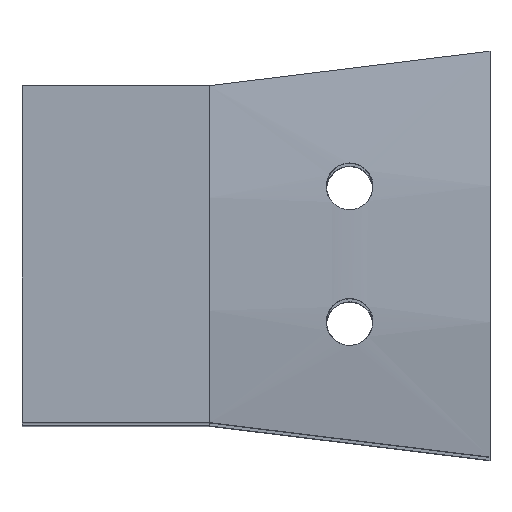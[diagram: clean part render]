
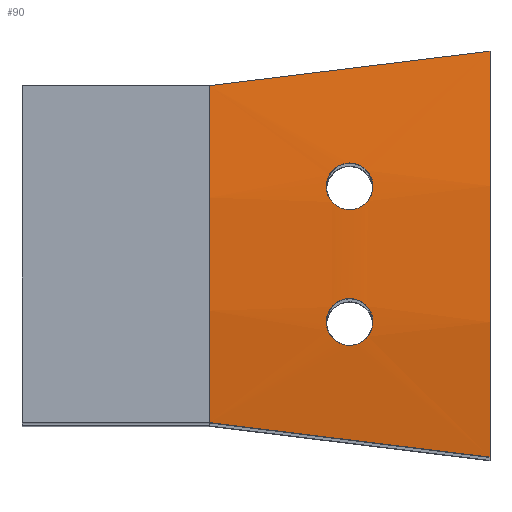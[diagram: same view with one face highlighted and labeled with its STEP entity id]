
A CAD part, top view. The second image highlights one B-rep face of the part: STEP entity #90.
In plain terms, the highlighted free-form (B-spline) face has degree [2, 1] with [3, 2] control points.
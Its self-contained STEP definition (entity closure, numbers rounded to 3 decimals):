
#58=FACE_BOUND('',#177,.T.);
#59=FACE_BOUND('',#178,.T.);
#90=ADVANCED_FACE('',(#128,#58,#59),#645,.T.);
#128=FACE_OUTER_BOUND('',#176,.T.);
#176=EDGE_LOOP('',(#338,#339,#340,#341));
#177=EDGE_LOOP('',(#342,#343));
#178=EDGE_LOOP('',(#344,#345));
#338=ORIENTED_EDGE('',*,*,#450,.T.);
#339=ORIENTED_EDGE('',*,*,#452,.F.);
#340=ORIENTED_EDGE('',*,*,#451,.T.);
#341=ORIENTED_EDGE('',*,*,#453,.F.);
#342=ORIENTED_EDGE('',*,*,#461,.T.);
#343=ORIENTED_EDGE('',*,*,#468,.T.);
#344=ORIENTED_EDGE('',*,*,#464,.T.);
#345=ORIENTED_EDGE('',*,*,#471,.T.);
#450=EDGE_CURVE('',#622,#623,#558,.T.);
#451=EDGE_CURVE('',#625,#624,#559,.T.);
#452=EDGE_CURVE('',#625,#623,#498,.T.);
#453=EDGE_CURVE('',#622,#624,#499,.T.);
#461=EDGE_CURVE('',#627,#631,#566,.T.);
#464=EDGE_CURVE('',#629,#633,#567,.T.);
#468=EDGE_CURVE('',#631,#627,#568,.T.);
#471=EDGE_CURVE('',#633,#629,#569,.T.);
#498=(
BOUNDED_CURVE()
B_SPLINE_CURVE(2,(#1201,#1202,#1203),.UNSPECIFIED.,.F.,.F.)
B_SPLINE_CURVE_WITH_KNOTS((3,3),(-11.165,10.485),
 .UNSPECIFIED.)
CURVE()
GEOMETRIC_REPRESENTATION_ITEM()
RATIONAL_B_SPLINE_CURVE((1.,0.983,1.))
REPRESENTATION_ITEM('')
);
#499=(
BOUNDED_CURVE()
B_SPLINE_CURVE(2,(#1204,#1205,#1206),.UNSPECIFIED.,.F.,.F.)
B_SPLINE_CURVE_WITH_KNOTS((3,3),(-8.623,9.303),
 .UNSPECIFIED.)
CURVE()
GEOMETRIC_REPRESENTATION_ITEM()
RATIONAL_B_SPLINE_CURVE((1.,0.988,1.))
REPRESENTATION_ITEM('')
);
#558=B_SPLINE_CURVE_WITH_KNOTS('',3,(#1193,#1194,#1195,#1196),
 .UNSPECIFIED.,.F.,.F.,(4,4),(0.,15.116),.UNSPECIFIED.);
#559=B_SPLINE_CURVE_WITH_KNOTS('',3,(#1197,#1198,#1199,#1200),
 .UNSPECIFIED.,.F.,.F.,(4,4),(0.,15.116),.UNSPECIFIED.);
#566=B_SPLINE_CURVE_WITH_KNOTS('',3,(#1224,#1225,#1226,#1227,#1228,#1229,
#1230,#1231,#1232,#1233,#1234),.UNSPECIFIED.,.F.,.F.,(4,2,3,2,4),(0.,1.008,
2.017,3.026,4.034),.UNSPECIFIED.);
#567=B_SPLINE_CURVE_WITH_KNOTS('',3,(#1242,#1243,#1244,#1245,#1246,#1247,
#1248,#1249,#1250,#1251,#1252),.UNSPECIFIED.,.F.,.F.,(4,2,3,2,4),(0.,1.008,
2.016,3.024,4.032),.UNSPECIFIED.);
#568=B_SPLINE_CURVE_WITH_KNOTS('',3,(#1262,#1263,#1264,#1265,#1266,#1267,
#1268,#1269,#1270,#1271,#1272),.UNSPECIFIED.,.F.,.F.,(4,2,3,2,4),(4.034,
5.042,6.05,7.058,8.065),
 .UNSPECIFIED.);
#569=B_SPLINE_CURVE_WITH_KNOTS('',3,(#1280,#1281,#1282,#1283,#1284,#1285,
#1286,#1287,#1288,#1289,#1290),.UNSPECIFIED.,.F.,.F.,(4,2,3,2,4),(4.032,
5.04,6.048,7.057,8.065),
 .UNSPECIFIED.);
#622=VERTEX_POINT('',#1175);
#623=VERTEX_POINT('',#1176);
#624=VERTEX_POINT('',#1177);
#625=VERTEX_POINT('',#1178);
#627=VERTEX_POINT('',#1180);
#629=VERTEX_POINT('',#1182);
#631=VERTEX_POINT('',#1184);
#633=VERTEX_POINT('',#1186);
#645=(
BOUNDED_SURFACE()
B_SPLINE_SURFACE(2,1,((#1122,#1123),(#1124,#1125),(#1126,#1127)),
 .UNSPECIFIED.,.F.,.F.,.F.)
B_SPLINE_SURFACE_WITH_KNOTS((3,3),(2,2),(-20.118,19.438),
(0.,30.),.UNSPECIFIED.)
GEOMETRIC_REPRESENTATION_ITEM()
RATIONAL_B_SPLINE_SURFACE(((1.,1.),(0.944,0.944),
(1.,1.)))
REPRESENTATION_ITEM('')
SURFACE()
);
#1122=CARTESIAN_POINT('',(256.79,-772.483,121.528));
#1123=CARTESIAN_POINT('',(281.79,-772.483,121.528));
#1124=CARTESIAN_POINT('',(256.79,-791.9,128.329));
#1125=CARTESIAN_POINT('',(281.79,-791.9,128.329));
#1126=CARTESIAN_POINT('',(256.79,-811.317,121.528));
#1127=CARTESIAN_POINT('',(281.79,-811.317,121.528));
#1175=CARTESIAN_POINT('',(266.79,-800.9,124.136));
#1176=CARTESIAN_POINT('',(281.79,-802.741,123.821));
#1177=CARTESIAN_POINT('',(266.79,-782.9,124.136));
#1178=CARTESIAN_POINT('',(281.79,-781.059,123.821));
#1180=CARTESIAN_POINT('',(275.54,-795.52,124.718));
#1182=CARTESIAN_POINT('',(275.54,-788.28,124.718));
#1184=CARTESIAN_POINT('',(273.04,-795.52,124.718));
#1186=CARTESIAN_POINT('',(273.04,-788.28,124.718));
#1193=CARTESIAN_POINT('',(266.79,-800.9,124.136));
#1194=CARTESIAN_POINT('',(271.791,-801.514,124.041));
#1195=CARTESIAN_POINT('',(276.791,-802.127,123.936));
#1196=CARTESIAN_POINT('',(281.79,-802.741,123.821));
#1197=CARTESIAN_POINT('',(281.79,-781.059,123.821));
#1198=CARTESIAN_POINT('',(276.791,-781.673,123.936));
#1199=CARTESIAN_POINT('',(271.791,-782.286,124.041));
#1200=CARTESIAN_POINT('',(266.79,-782.9,124.136));
#1201=CARTESIAN_POINT('',(281.79,-781.059,123.821));
#1202=CARTESIAN_POINT('',(281.79,-791.9,125.857));
#1203=CARTESIAN_POINT('',(281.79,-802.741,123.821));
#1204=CARTESIAN_POINT('',(266.79,-800.9,124.136));
#1205=CARTESIAN_POINT('',(266.79,-791.9,125.532));
#1206=CARTESIAN_POINT('',(266.79,-782.9,124.136));
#1224=CARTESIAN_POINT('',(275.54,-795.52,124.718));
#1225=CARTESIAN_POINT('',(275.54,-795.852,124.698));
#1226=CARTESIAN_POINT('',(275.409,-796.169,124.675));
#1227=CARTESIAN_POINT('',(274.941,-796.638,124.639));
#1228=CARTESIAN_POINT('',(274.622,-796.77,124.628));
#1229=CARTESIAN_POINT('',(274.29,-796.77,124.628));
#1230=CARTESIAN_POINT('',(273.958,-796.77,124.628));
#1231=CARTESIAN_POINT('',(273.64,-796.638,124.639));
#1232=CARTESIAN_POINT('',(273.172,-796.169,124.675));
#1233=CARTESIAN_POINT('',(273.04,-795.852,124.698));
#1234=CARTESIAN_POINT('',(273.04,-795.52,124.718));
#1242=CARTESIAN_POINT('',(275.54,-788.28,124.718));
#1243=CARTESIAN_POINT('',(275.54,-788.611,124.739));
#1244=CARTESIAN_POINT('',(275.409,-788.928,124.755));
#1245=CARTESIAN_POINT('',(274.94,-789.398,124.777));
#1246=CARTESIAN_POINT('',(274.622,-789.53,124.782));
#1247=CARTESIAN_POINT('',(274.29,-789.53,124.782));
#1248=CARTESIAN_POINT('',(273.959,-789.53,124.782));
#1249=CARTESIAN_POINT('',(273.64,-789.398,124.777));
#1250=CARTESIAN_POINT('',(273.172,-788.928,124.755));
#1251=CARTESIAN_POINT('',(273.04,-788.611,124.739));
#1252=CARTESIAN_POINT('',(273.04,-788.28,124.718));
#1262=CARTESIAN_POINT('',(273.04,-795.52,124.718));
#1263=CARTESIAN_POINT('',(273.04,-795.189,124.739));
#1264=CARTESIAN_POINT('',(273.172,-794.872,124.755));
#1265=CARTESIAN_POINT('',(273.64,-794.402,124.777));
#1266=CARTESIAN_POINT('',(273.959,-794.27,124.782));
#1267=CARTESIAN_POINT('',(274.29,-794.27,124.782));
#1268=CARTESIAN_POINT('',(274.622,-794.27,124.782));
#1269=CARTESIAN_POINT('',(274.94,-794.402,124.777));
#1270=CARTESIAN_POINT('',(275.409,-794.872,124.755));
#1271=CARTESIAN_POINT('',(275.54,-795.189,124.739));
#1272=CARTESIAN_POINT('',(275.54,-795.52,124.718));
#1280=CARTESIAN_POINT('',(273.04,-788.28,124.718));
#1281=CARTESIAN_POINT('',(273.04,-787.948,124.698));
#1282=CARTESIAN_POINT('',(273.172,-787.631,124.675));
#1283=CARTESIAN_POINT('',(273.64,-787.162,124.639));
#1284=CARTESIAN_POINT('',(273.958,-787.03,124.628));
#1285=CARTESIAN_POINT('',(274.29,-787.03,124.628));
#1286=CARTESIAN_POINT('',(274.622,-787.03,124.628));
#1287=CARTESIAN_POINT('',(274.941,-787.162,124.639));
#1288=CARTESIAN_POINT('',(275.409,-787.631,124.675));
#1289=CARTESIAN_POINT('',(275.54,-787.948,124.698));
#1290=CARTESIAN_POINT('',(275.54,-788.28,124.718));
